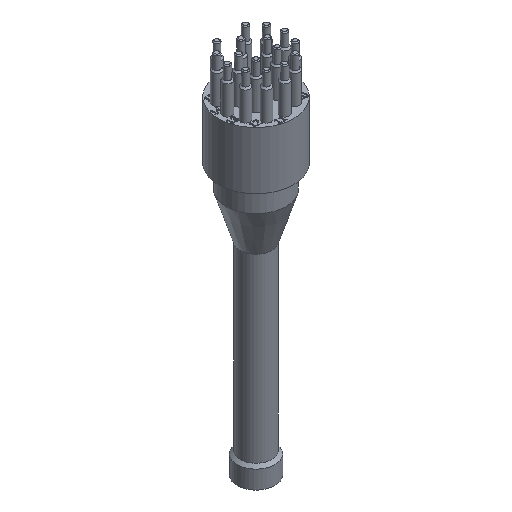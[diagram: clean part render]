
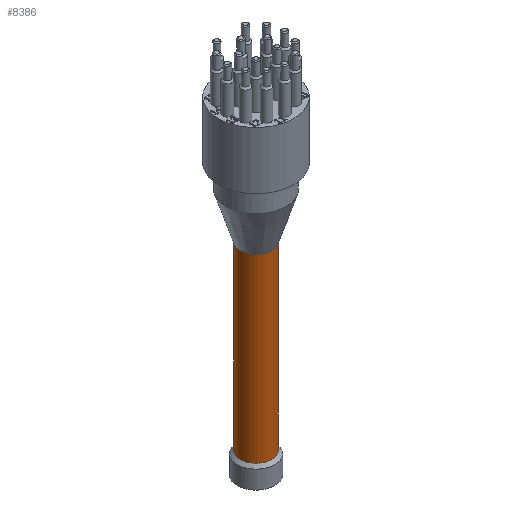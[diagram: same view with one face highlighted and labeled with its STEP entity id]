
A CAD part, isometric view. The second image highlights one B-rep face of the part: STEP entity #8386.
In plain terms, the highlighted cylindrical face has radius 5.25 mm (diameter 10.5 mm), a full revolution.
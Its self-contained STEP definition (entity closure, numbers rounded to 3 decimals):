
#45=CYLINDRICAL_SURFACE($,#8768,5.25);
#164=CIRCLE($,#8764,5.25);
#166=CIRCLE($,#8769,5.25);
#639=FACE_OUTER_BOUND($,#2950,.T.);
#2359=FACE_BOUND($,#2951,.T.);
#2950=EDGE_LOOP($,(#7600));
#2951=EDGE_LOOP($,(#7601));
#4125=VERTEX_POINT($,#15607);
#4127=VERTEX_POINT($,#15614);
#5287=EDGE_CURVE($,#4125,#4125,#164,.T.);
#5289=EDGE_CURVE($,#4127,#4127,#166,.T.);
#7600=ORIENTED_EDGE($,*,*,#5287,.T.);
#7601=ORIENTED_EDGE($,*,*,#5289,.F.);
#8386=ADVANCED_FACE($,(#639,#2359),#45,.T.);
#8764=AXIS2_PLACEMENT_3D($,#15608,#10226,#10227);
#8768=AXIS2_PLACEMENT_3D($,#15613,#10234,#10235);
#8769=AXIS2_PLACEMENT_3D($,#15615,#10236,#10237);
#10226=DIRECTION('center_axis',(0.,0.,1.));
#10227=DIRECTION('ref_axis',(1.,0.,0.));
#10234=DIRECTION('center_axis',(0.,0.,-1.));
#10235=DIRECTION('ref_axis',(1.,0.,0.));
#10236=DIRECTION('center_axis',(0.,0.,1.));
#10237=DIRECTION('ref_axis',(1.,0.,0.));
#15607=CARTESIAN_POINT('',(-5.25,0.,-82.5));
#15608=CARTESIAN_POINT('Origin',(0.,0.,-82.5));
#15613=CARTESIAN_POINT('Origin',(0.,0.,-22.5));
#15614=CARTESIAN_POINT('',(5.25,0.,-22.5));
#15615=CARTESIAN_POINT('Origin',(0.,0.,-22.5));
